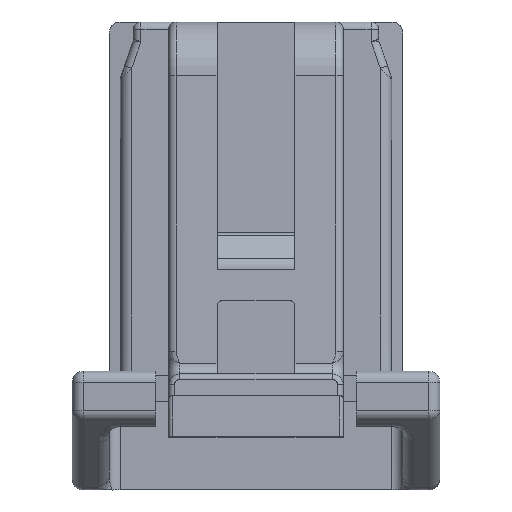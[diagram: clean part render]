
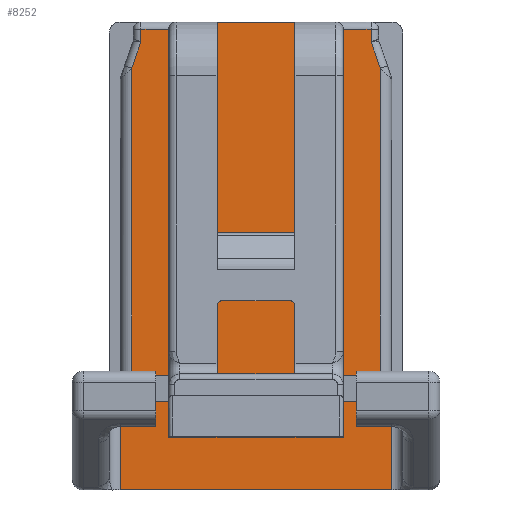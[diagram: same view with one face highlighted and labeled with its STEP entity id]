
A CAD part, front view. The second image highlights one B-rep face of the part: STEP entity #8252.
In plain terms, the highlighted planar face has unit normal (0, -1, 0).
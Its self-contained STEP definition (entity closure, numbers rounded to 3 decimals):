
#23=DIRECTION('',(1.,0.,0.));
#24=VECTOR('',#23,7.3);
#25=CARTESIAN_POINT('',(-3.65,-1.15,0.));
#26=LINE('',#25,#24);
#305=DIRECTION('',(0.,0.,1.));
#306=VECTOR('',#305,3.2);
#307=CARTESIAN_POINT('',(3.65,-1.15,0.));
#308=LINE('',#307,#306);
#324=DIRECTION('',(0.,0.,1.));
#325=VECTOR('',#324,2.3);
#326=CARTESIAN_POINT('',(2.35,-1.15,10.1));
#327=LINE('',#326,#325);
#328=DIRECTION('',(0.33,0.,-0.944));
#329=VECTOR('',#328,0.757);
#330=CARTESIAN_POINT('',(3.1,-1.15,12.066));
#331=LINE('',#330,#329);
#332=DIRECTION('',(1.,0.,0.));
#333=VECTOR('',#332,0.3);
#334=CARTESIAN_POINT('',(3.35,-1.15,3.2));
#335=LINE('',#334,#333);
#336=DIRECTION('',(1.,0.,0.));
#337=VECTOR('',#336,0.3);
#338=CARTESIAN_POINT('',(-3.65,-1.15,3.2));
#339=LINE('',#338,#337);
#340=DIRECTION('',(0.33,0.,0.944));
#341=VECTOR('',#340,0.757);
#342=CARTESIAN_POINT('',(-3.35,-1.15,11.352));
#343=LINE('',#342,#341);
#344=DIRECTION('',(0.,0.,-1.));
#345=VECTOR('',#344,2.3);
#346=CARTESIAN_POINT('',(-2.35,-1.15,12.4));
#347=LINE('',#346,#345);
#348=DIRECTION('',(0.,0.,1.));
#349=VECTOR('',#348,1.5);
#350=CARTESIAN_POINT('',(-1.55,-1.15,10.1));
#351=LINE('',#350,#349);
#352=DIRECTION('',(0.,0.,1.));
#353=VECTOR('',#352,1.);
#354=CARTESIAN_POINT('',(-1.05,-1.15,11.6));
#355=LINE('',#354,#353);
#356=DIRECTION('',(1.,0.,0.));
#357=VECTOR('',#356,2.1);
#358=CARTESIAN_POINT('',(-1.05,-1.15,12.6));
#359=LINE('',#358,#357);
#750=DIRECTION('',(-1.,0.,0.));
#751=VECTOR('',#750,0.8);
#752=CARTESIAN_POINT('',(2.35,-1.15,10.1));
#753=LINE('',#752,#751);
#771=DIRECTION('',(0.,0.,1.));
#772=VECTOR('',#771,1.5);
#773=CARTESIAN_POINT('',(1.55,-1.15,10.1));
#774=LINE('',#773,#772);
#788=DIRECTION('',(-1.,0.,0.));
#789=VECTOR('',#788,0.5);
#790=CARTESIAN_POINT('',(1.55,-1.15,11.6));
#791=LINE('',#790,#789);
#815=DIRECTION('',(0.,0.,1.));
#816=VECTOR('',#815,1.);
#817=CARTESIAN_POINT('',(1.05,-1.15,11.6));
#818=LINE('',#817,#816);
#1137=DIRECTION('',(-1.,0.,0.));
#1138=VECTOR('',#1137,0.75);
#1139=CARTESIAN_POINT('',(-2.35,-1.15,12.4));
#1140=LINE('',#1139,#1138);
#1177=DIRECTION('',(0.,0.,-1.));
#1178=VECTOR('',#1177,0.334);
#1179=CARTESIAN_POINT('',(-3.1,-1.15,12.4));
#1180=LINE('',#1179,#1178);
#1226=DIRECTION('',(0.,0.,-1.));
#1227=VECTOR('',#1226,8.152);
#1228=CARTESIAN_POINT('',(-3.35,-1.15,
11.352));
#1229=LINE('',#1228,#1227);
#3163=DIRECTION('',(0.,0.,1.));
#3164=VECTOR('',#3163,0.334);
#3165=CARTESIAN_POINT('',(3.1,-1.15,12.066));
#3166=LINE('',#3165,#3164);
#3373=DIRECTION('',(0.,0.,1.));
#3374=VECTOR('',#3373,8.152);
#3375=CARTESIAN_POINT('',(3.35,-1.15,3.2));
#3376=LINE('',#3375,#3374);
#3510=DIRECTION('',(-1.,0.,0.));
#3511=VECTOR('',#3510,0.75);
#3512=CARTESIAN_POINT('',(3.1,-1.15,12.4));
#3513=LINE('',#3512,#3511);
#4036=DIRECTION('',(0.,0.,-1.));
#4037=VECTOR('',#4036,3.2);
#4038=CARTESIAN_POINT('',(-3.65,-1.15,3.2));
#4039=LINE('',#4038,#4037);
#5280=DIRECTION('',(-1.,0.,0.));
#5281=VECTOR('',#5280,0.5);
#5282=CARTESIAN_POINT('',(-1.05,-1.15,11.6));
#5283=LINE('',#5282,#5281);
#5318=DIRECTION('',(-1.,0.,0.));
#5319=VECTOR('',#5318,0.8);
#5320=CARTESIAN_POINT('',(-1.55,-1.15,10.1));
#5321=LINE('',#5320,#5319);
#6185=CARTESIAN_POINT('',(-3.65,-1.15,0.));
#6186=VERTEX_POINT('',#6185);
#6187=CARTESIAN_POINT('',(3.65,-1.15,0.));
#6188=VERTEX_POINT('',#6187);
#6583=CARTESIAN_POINT('',(1.05,-1.15,12.6));
#6584=VERTEX_POINT('',#6583);
#6585=CARTESIAN_POINT('',(-1.05,-1.15,12.6));
#6586=VERTEX_POINT('',#6585);
#6787=CARTESIAN_POINT('',(3.65,-1.15,3.2));
#6788=VERTEX_POINT('',#6787);
#6791=CARTESIAN_POINT('',(2.35,-1.15,10.1));
#6792=CARTESIAN_POINT('',(2.35,-1.15,12.4));
#6793=VERTEX_POINT('',#6791);
#6794=VERTEX_POINT('',#6792);
#6795=CARTESIAN_POINT('',(3.1,-1.15,12.4));
#6796=VERTEX_POINT('',#6795);
#6797=CARTESIAN_POINT('',(3.1,-1.15,12.066));
#6798=VERTEX_POINT('',#6797);
#6799=CARTESIAN_POINT('',(3.35,-1.15,11.352));
#6800=VERTEX_POINT('',#6799);
#6801=CARTESIAN_POINT('',(3.35,-1.15,3.2));
#6802=VERTEX_POINT('',#6801);
#6803=CARTESIAN_POINT('',(-3.65,-1.15,3.2));
#6804=VERTEX_POINT('',#6803);
#6805=CARTESIAN_POINT('',(-3.35,-1.15,3.2));
#6806=VERTEX_POINT('',#6805);
#6807=CARTESIAN_POINT('',(-3.35,-1.15,
11.352));
#6808=VERTEX_POINT('',#6807);
#6809=CARTESIAN_POINT('',(-3.1,-1.15,12.066));
#6810=VERTEX_POINT('',#6809);
#6811=CARTESIAN_POINT('',(-3.1,-1.15,12.4));
#6812=VERTEX_POINT('',#6811);
#6813=CARTESIAN_POINT('',(-2.35,-1.15,12.4));
#6814=VERTEX_POINT('',#6813);
#6815=CARTESIAN_POINT('',(-2.35,-1.15,10.1));
#6816=VERTEX_POINT('',#6815);
#6817=CARTESIAN_POINT('',(-1.55,-1.15,10.1));
#6818=VERTEX_POINT('',#6817);
#6819=CARTESIAN_POINT('',(-1.55,-1.15,11.6));
#6820=VERTEX_POINT('',#6819);
#6821=CARTESIAN_POINT('',(-1.05,-1.15,11.6));
#6822=VERTEX_POINT('',#6821);
#6823=CARTESIAN_POINT('',(1.05,-1.15,11.6));
#6824=VERTEX_POINT('',#6823);
#6825=CARTESIAN_POINT('',(1.55,-1.15,11.6));
#6826=VERTEX_POINT('',#6825);
#6827=CARTESIAN_POINT('',(1.55,-1.15,10.1));
#6828=VERTEX_POINT('',#6827);
#8199=CARTESIAN_POINT('',(-3.35,-1.15,0.));
#8200=DIRECTION('',(0.,-1.,0.));
#8201=DIRECTION('',(1.,0.,0.));
#8202=AXIS2_PLACEMENT_3D('',#8199,#8200,#8201);
#8203=PLANE('',#8202);
#8205=ORIENTED_EDGE('',*,*,#8204,.T.);
#8207=ORIENTED_EDGE('',*,*,#8206,.F.);
#8209=ORIENTED_EDGE('',*,*,#8208,.F.);
#8211=ORIENTED_EDGE('',*,*,#8210,.T.);
#8213=ORIENTED_EDGE('',*,*,#8212,.F.);
#8215=ORIENTED_EDGE('',*,*,#8214,.T.);
#8216=ORIENTED_EDGE('',*,*,#8188,.F.);
#8217=ORIENTED_EDGE('',*,*,#7860,.F.);
#8219=ORIENTED_EDGE('',*,*,#8218,.F.);
#8221=ORIENTED_EDGE('',*,*,#8220,.T.);
#8223=ORIENTED_EDGE('',*,*,#8222,.F.);
#8225=ORIENTED_EDGE('',*,*,#8224,.T.);
#8227=ORIENTED_EDGE('',*,*,#8226,.F.);
#8229=ORIENTED_EDGE('',*,*,#8228,.F.);
#8231=ORIENTED_EDGE('',*,*,#8230,.T.);
#8233=ORIENTED_EDGE('',*,*,#8232,.F.);
#8235=ORIENTED_EDGE('',*,*,#8234,.T.);
#8237=ORIENTED_EDGE('',*,*,#8236,.F.);
#8239=ORIENTED_EDGE('',*,*,#8238,.T.);
#8241=ORIENTED_EDGE('',*,*,#8240,.T.);
#8243=ORIENTED_EDGE('',*,*,#8242,.F.);
#8245=ORIENTED_EDGE('',*,*,#8244,.F.);
#8247=ORIENTED_EDGE('',*,*,#8246,.F.);
#8249=ORIENTED_EDGE('',*,*,#8248,.F.);
#8250=EDGE_LOOP('',(#8205,#8207,#8209,#8211,#8213,#8215,#8216,#8217,#8219,#8221,
#8223,#8225,#8227,#8229,#8231,#8233,#8235,#8237,#8239,#8241,#8243,#8245,#8247,
#8249));
#8251=FACE_OUTER_BOUND('',#8250,.F.);
#8252=ADVANCED_FACE('',(#8251),#8203,.T.);
#7860=EDGE_CURVE('',#6186,#6188,#26,.T.);
#8188=EDGE_CURVE('',#6188,#6788,#308,.T.);
#8204=EDGE_CURVE('',#6793,#6794,#327,.T.);
#8206=EDGE_CURVE('',#6796,#6794,#3513,.T.);
#8208=EDGE_CURVE('',#6798,#6796,#3166,.T.);
#8210=EDGE_CURVE('',#6798,#6800,#331,.T.);
#8212=EDGE_CURVE('',#6802,#6800,#3376,.T.);
#8214=EDGE_CURVE('',#6802,#6788,#335,.T.);
#8218=EDGE_CURVE('',#6804,#6186,#4039,.T.);
#8220=EDGE_CURVE('',#6804,#6806,#339,.T.);
#8222=EDGE_CURVE('',#6808,#6806,#1229,.T.);
#8224=EDGE_CURVE('',#6808,#6810,#343,.T.);
#8226=EDGE_CURVE('',#6812,#6810,#1180,.T.);
#8228=EDGE_CURVE('',#6814,#6812,#1140,.T.);
#8230=EDGE_CURVE('',#6814,#6816,#347,.T.);
#8232=EDGE_CURVE('',#6818,#6816,#5321,.T.);
#8234=EDGE_CURVE('',#6818,#6820,#351,.T.);
#8236=EDGE_CURVE('',#6822,#6820,#5283,.T.);
#8238=EDGE_CURVE('',#6822,#6586,#355,.T.);
#8240=EDGE_CURVE('',#6586,#6584,#359,.T.);
#8242=EDGE_CURVE('',#6824,#6584,#818,.T.);
#8244=EDGE_CURVE('',#6826,#6824,#791,.T.);
#8246=EDGE_CURVE('',#6828,#6826,#774,.T.);
#8248=EDGE_CURVE('',#6793,#6828,#753,.T.);
